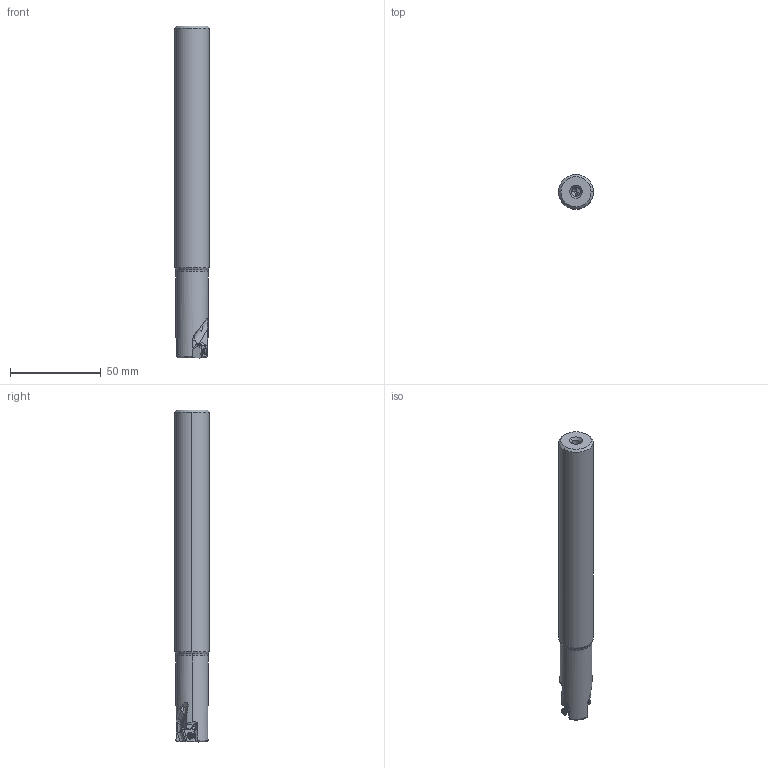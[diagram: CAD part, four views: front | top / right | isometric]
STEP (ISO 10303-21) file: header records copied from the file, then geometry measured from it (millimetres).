
FILE_DESCRIPTION(/* description */ (''),/* implementation_level */ '2;1');
FILE_NAME(/* name */ 'VPX200UR1202SA12L.stp',/* time_stamp */ '2021-09-08T11:38:52+09:00',/* author */ (''),/* organization */ (''),/* preprocessor_version */ 'ST-DEVELOPER v16',/* originating_system */ 'SIEMENS PLM Software NX 10.0',/* authorisation */ '');
FILE_SCHEMA (('AUTOMOTIVE_DESIGN { 1 0 10303 214 3 1 1 1 }'));
Length unit declared in the file: millimetre
Products named in the file (1): VPX200UR1202SA12L_ASM
Bounding box: 19.05 x 19.05 x 182.95 mm (x, y, z)
Volume: 45999.8 mm3; surface area: 14095 mm2
Topology: 3 solids, 3 shells, 221 faces, 603 edges, 389 vertices
Faces by surface type: cylinder 90, plane 59, cone 30, torus 18, bspline 12, extrusion 8, sphere 4
Entity records: 10453 total; most frequent: CARTESIAN_POINT 4925, ORIENTED_EDGE 1186, DIRECTION 1084, EDGE_CURVE 593, AXIS2_PLACEMENT_3D 435, VERTEX_POINT 384, EDGE_LOOP 233, ADVANCED_FACE 221
